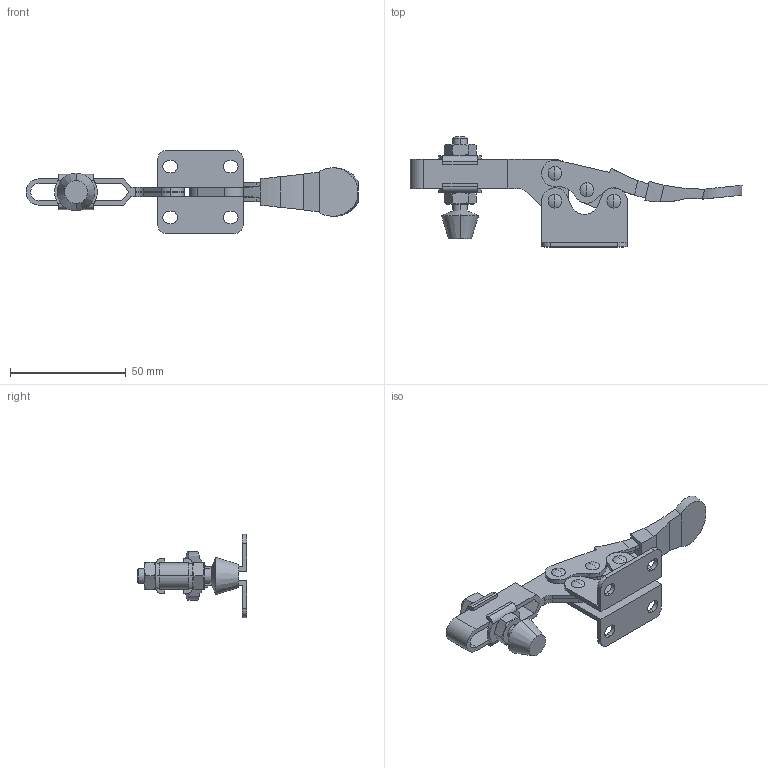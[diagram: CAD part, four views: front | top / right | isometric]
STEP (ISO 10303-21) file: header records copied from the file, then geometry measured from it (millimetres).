
FILE_DESCRIPTION (( 'STEP AP214' ), '1' );
FILE_NAME ('EMC201B.STEP', '2019-01-09T03:54:13', ( 'LinWei' ), ( '' ), 'SwSTEP 2.0', 'SolidWorks 2016', '' );
FILE_SCHEMA (( 'AUTOMOTIVE_DESIGN' ));
Length unit declared in the file: millimetre
Products named in the file (6): EMC201B; 1201B08-1^EMC201B; 1201B05-1^EMC201B; Group6^EMC201B; Group5^EMC201B; Group1^EMC201B
Assembly tree (5 placements, depth 2):
  EMC201B
    Group1^EMC201B
    Group5^EMC201B
    Group6^EMC201B
    1201B05-1^EMC201B
    1201B08-1^EMC201B
Bounding box: 143.52 x 47.52 x 36 mm (x, y, z)
Volume: 19953.8 mm3; surface area: 18592.9 mm2
Topology: 5 solids, 5 shells, 249 faces, 660 edges, 436 vertices
Faces by surface type: cylinder 112, plane 112, cone 14, sphere 8, bspline 3
Entity records: 9252 total; most frequent: CARTESIAN_POINT 1917, ORIENTED_EDGE 1320, DIRECTION 1307, EDGE_CURVE 660, AXIS2_PLACEMENT_3D 484, VERTEX_POINT 436, VECTOR 339, LINE 339
